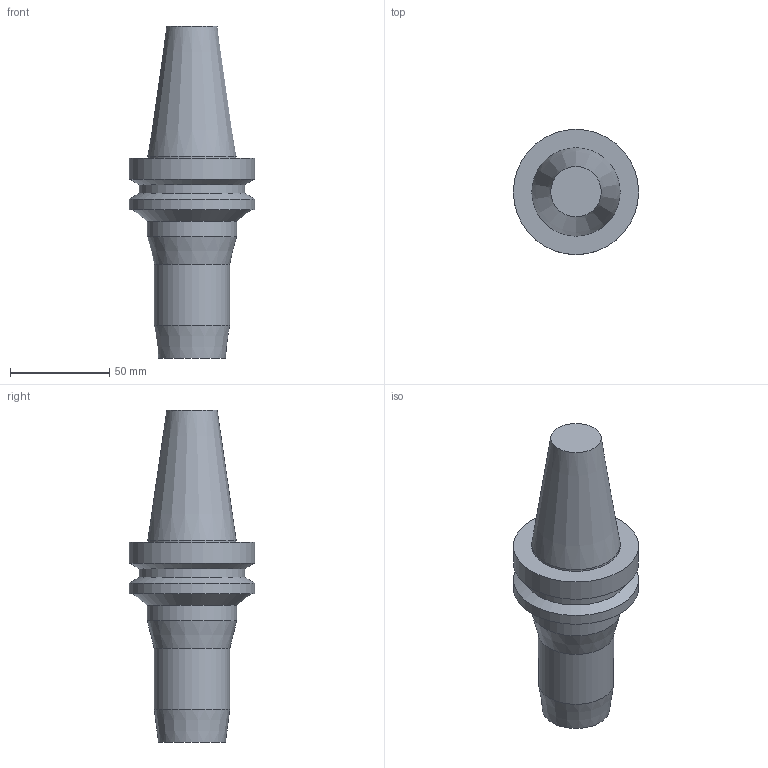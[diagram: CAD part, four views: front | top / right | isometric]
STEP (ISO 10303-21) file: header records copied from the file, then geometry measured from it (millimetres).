
FILE_DESCRIPTION((''),'1');
FILE_NAME('BBT40-HDC.625-4.stp','2018-02-07T05:12:25',(''),(''),'Spatial Interop R21 SP3','Kubotek KeyCreator 2011 V10.0.2 (22737)',' ');
FILE_SCHEMA(('automotive_design'));
Length unit declared in the file: millimetre
Products named in the file (1): Unnamed[1]
Bounding box: 63 x 63 x 167 mm (x, y, z)
Volume: 235262.6 mm3; surface area: 26685.3 mm2
Topology: 1 solids, 1 shells, 16 faces, 27 edges, 15 vertices
Faces by surface type: cone 6, cylinder 6, plane 4
Full cylindrical faces by diameter (mm): 38 x1, 44.45 x1, 45 x1, 53 x1, 63 x2
Entity records: 609 total; most frequent: DIRECTION 64, PRESENTATION_STYLE_ASSIGNMENT 49, COLOUR_RGB 49, CARTESIAN_POINT 47, STYLED_ITEM 32, AXIS2_PLACEMENT_3D 32, CURVE_STYLE 32, DRAUGHTING_PRE_DEFINED_CURVE_FONT 32
